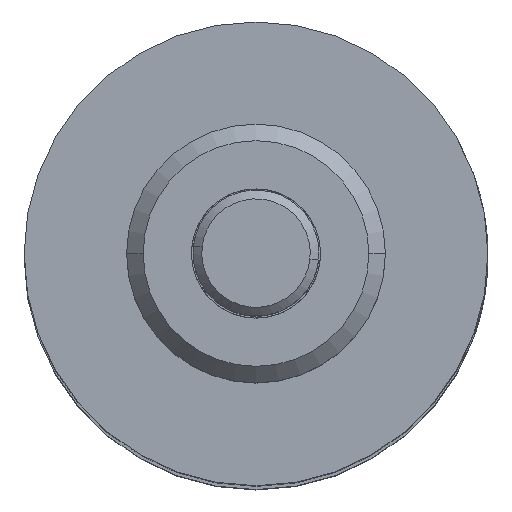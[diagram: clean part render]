
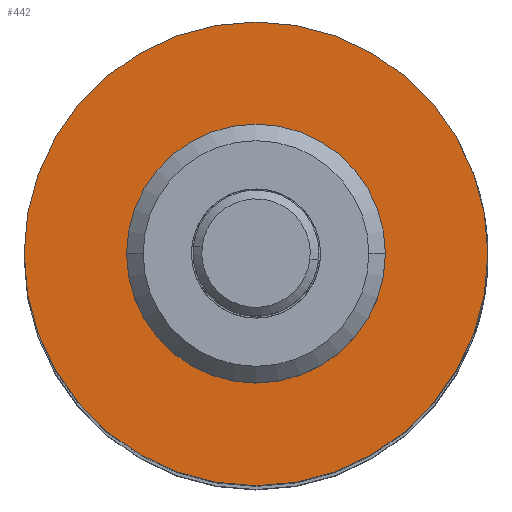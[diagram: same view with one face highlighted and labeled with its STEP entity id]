
A CAD part, top view. The second image highlights one B-rep face of the part: STEP entity #442.
In plain terms, the highlighted face is planar.
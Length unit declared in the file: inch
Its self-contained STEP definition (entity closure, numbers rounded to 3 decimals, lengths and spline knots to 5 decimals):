
#202 = AXIS2_PLACEMENT_3D ( 'NONE', #1850, #448, #2102 ) ;
#215 = FACE_BOUND ( 'NONE', #2145, .T. ) ;
#239 = CIRCLE ( 'NONE', #2195, 0.56 ) ;
#316 = CARTESIAN_POINT ( 'NONE',  ( 0.62, 0., -0.56 ) ) ;
#333 = PLANE ( 'NONE',  #1199 ) ;
#442 = ADVANCED_FACE ( 'NONE', ( #215, #1283 ), #333, .F. ) ;
#445 = DIRECTION ( 'NONE',  ( -1., 0., 0. ) ) ;
#448 = DIRECTION ( 'NONE',  ( -1., 0., 0. ) ) ;
#651 = EDGE_CURVE ( 'NONE', #2184, #737, #932, .T. ) ;
#690 = CARTESIAN_POINT ( 'NONE',  ( 0.62, 0., 0.56 ) ) ;
#737 = VERTEX_POINT ( 'NONE', #2164 ) ;
#799 = DIRECTION ( 'NONE',  ( 0., 0., -1. ) ) ;
#876 = CARTESIAN_POINT ( 'NONE',  ( 0.62, 0., 0. ) ) ;
#932 = CIRCLE ( 'NONE', #202, 0.31125 ) ;
#944 = EDGE_CURVE ( 'NONE', #737, #2184, #2853, .T. ) ;
#1007 = VERTEX_POINT ( 'NONE', #690 ) ;
#1106 = DIRECTION ( 'NONE',  ( 0., 0., 1. ) ) ;
#1199 = AXIS2_PLACEMENT_3D ( 'NONE', #2673, #2204, #799 ) ;
#1283 = FACE_OUTER_BOUND ( 'NONE', #1889, .T. ) ;
#1370 = CARTESIAN_POINT ( 'NONE',  ( 0.62, 0., 0. ) ) ;
#1500 = AXIS2_PLACEMENT_3D ( 'NONE', #1839, #445, #2097 ) ;
#1525 = ORIENTED_EDGE ( 'NONE', *, *, #651, .F. ) ;
#1532 = AXIS2_PLACEMENT_3D ( 'NONE', #876, #2526, #1106 ) ;
#1597 = DIRECTION ( 'NONE',  ( 0., 0., 1. ) ) ;
#1839 = CARTESIAN_POINT ( 'NONE',  ( 0.62, 0., 0. ) ) ;
#1850 = CARTESIAN_POINT ( 'NONE',  ( 0.62, 0., 0. ) ) ;
#1889 = EDGE_LOOP ( 'NONE', ( #2639, #2892 ) ) ;
#2029 = VERTEX_POINT ( 'NONE', #316 ) ;
#2097 = DIRECTION ( 'NONE',  ( 0., 0., 1. ) ) ;
#2099 = CARTESIAN_POINT ( 'NONE',  ( 0.62, 0., -0.31125 ) ) ;
#2102 = DIRECTION ( 'NONE',  ( 0., 0., 1. ) ) ;
#2145 = EDGE_LOOP ( 'NONE', ( #2371, #1525 ) ) ;
#2164 = CARTESIAN_POINT ( 'NONE',  ( 0.62, 0., 0.31125 ) ) ;
#2184 = VERTEX_POINT ( 'NONE', #2099 ) ;
#2195 = AXIS2_PLACEMENT_3D ( 'NONE', #1370, #3016, #1597 ) ;
#2204 = DIRECTION ( 'NONE',  ( 1., 0., 0. ) ) ;
#2371 = ORIENTED_EDGE ( 'NONE', *, *, #944, .F. ) ;
#2379 = EDGE_CURVE ( 'NONE', #2029, #1007, #2953, .T. ) ;
#2526 = DIRECTION ( 'NONE',  ( -1., 0., 0. ) ) ;
#2639 = ORIENTED_EDGE ( 'NONE', *, *, #3010, .T. ) ;
#2673 = CARTESIAN_POINT ( 'NONE',  ( 0.62, 0.56, 0. ) ) ;
#2853 = CIRCLE ( 'NONE', #1532, 0.31125 ) ;
#2892 = ORIENTED_EDGE ( 'NONE', *, *, #2379, .T. ) ;
#2953 = CIRCLE ( 'NONE', #1500, 0.56 ) ;
#3010 = EDGE_CURVE ( 'NONE', #1007, #2029, #239, .T. ) ;
#3016 = DIRECTION ( 'NONE',  ( -1., 0., 0. ) ) ;
